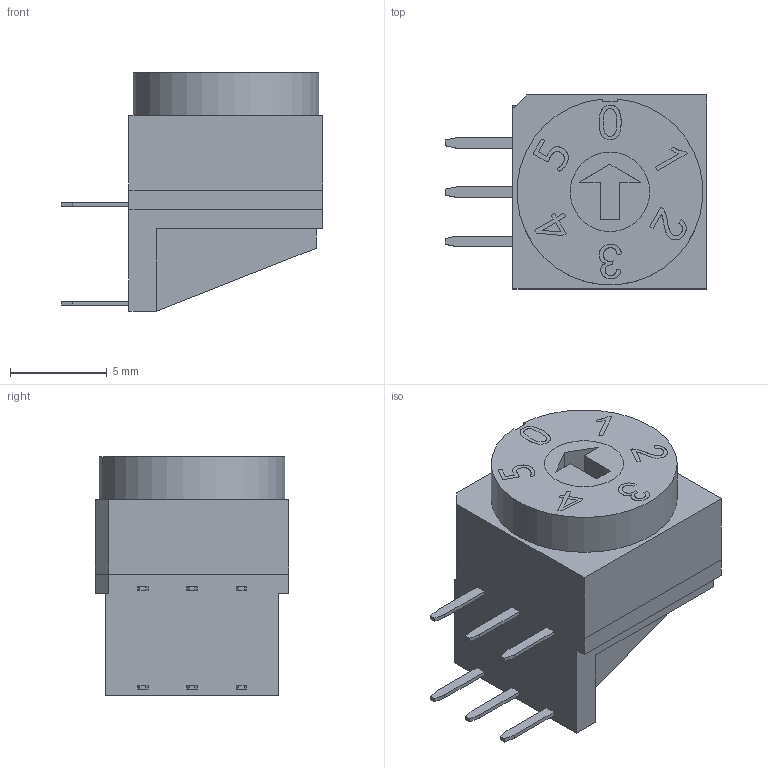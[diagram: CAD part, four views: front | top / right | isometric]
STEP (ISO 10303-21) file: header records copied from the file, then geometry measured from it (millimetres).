
FILE_DESCRIPTION(/* description */ (''),/* implementation_level */ '2;1');
FILE_NAME(/* name */ 'RDTAx06R1x.stp',/* time_stamp */ '2025-06-03T10:50:30-05:00',/* author */ ('mroman'),/* organization */ (''),/* preprocessor_version */ 'ST-DEVELOPER v18.1',/* originating_system */ 'Autodesk Inventor 2022',/* authorisation */ '');
FILE_SCHEMA (('AUTOMOTIVE_DESIGN { 1 0 10303 214 3 1 1 }'));
Length unit declared in the file: centimetre
Products named in the file (1): RDTAx06R1x
Bounding box: 13.5 x 10 x 12.3 mm (x, y, z)
Volume: 904 mm3; surface area: 667 mm2
Topology: 1 solids, 1 shells, 166 faces, 434 edges, 287 vertices
Faces by surface type: plane 117, bspline 48, cylinder 1
Entity records: 5384 total; most frequent: CARTESIAN_POINT 1588, ORIENTED_EDGE 868, DIRECTION 579, EDGE_CURVE 434, LINE 335, VECTOR 335, VERTEX_POINT 287, EDGE_LOOP 183
